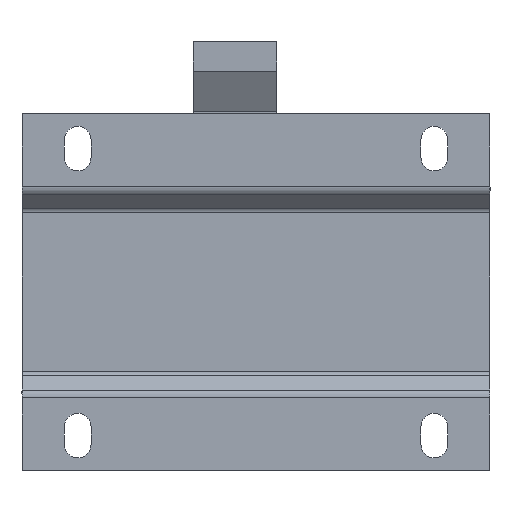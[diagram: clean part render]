
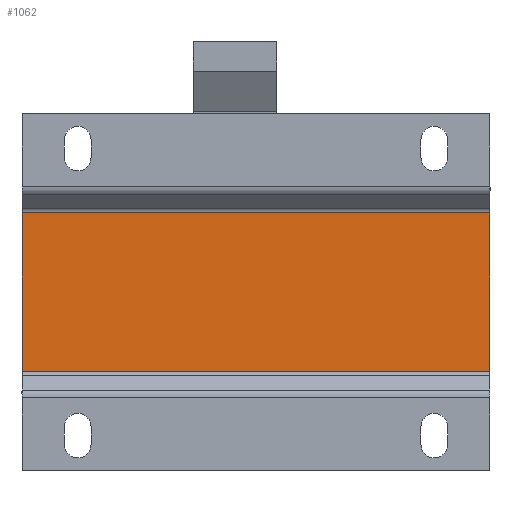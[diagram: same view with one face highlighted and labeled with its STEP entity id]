
A CAD part, front view. The second image highlights one B-rep face of the part: STEP entity #1062.
In plain terms, the highlighted planar face has unit normal (0, -1, 0).
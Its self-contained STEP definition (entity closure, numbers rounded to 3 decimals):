
#73 = PLANE ( 'NONE',  #279 ) ;
#128 = DIRECTION ( 'NONE',  ( 0., 0., 1. ) ) ;
#279 = AXIS2_PLACEMENT_3D ( 'NONE', #3620, #867, #128 ) ;
#448 = VECTOR ( 'NONE', #4143, 1000. ) ;
#547 = CARTESIAN_POINT ( 'NONE',  ( 0., -36., -14.25 ) ) ;
#597 = DIRECTION ( 'NONE',  ( 0., 0., 1. ) ) ;
#672 = VERTEX_POINT ( 'NONE', #2030 ) ;
#681 = CARTESIAN_POINT ( 'NONE',  ( 42., -36., 14.25 ) ) ;
#810 = EDGE_LOOP ( 'NONE', ( #1789, #2115, #1046, #1385 ) ) ;
#867 = DIRECTION ( 'NONE',  ( 0., 1., 0. ) ) ;
#891 = VECTOR ( 'NONE', #597, 1000. ) ;
#1040 = CARTESIAN_POINT ( 'NONE',  ( -42., -36., 14.25 ) ) ;
#1046 = ORIENTED_EDGE ( 'NONE', *, *, #3964, .F. ) ;
#1062 = ADVANCED_FACE ( 'Defeature ausgef�hrt2_50', ( #1953 ), #73, .F. ) ;
#1363 = CARTESIAN_POINT ( 'NONE',  ( 42., -36., -14.25 ) ) ;
#1385 = ORIENTED_EDGE ( 'NONE', *, *, #2951, .F. ) ;
#1389 = VERTEX_POINT ( 'NONE', #1040 ) ;
#1608 = DIRECTION ( 'NONE',  ( 0., 0., -1. ) ) ;
#1720 = DIRECTION ( 'NONE',  ( -1., 0., 0. ) ) ;
#1789 = ORIENTED_EDGE ( 'NONE', *, *, #2707, .F. ) ;
#1953 = FACE_OUTER_BOUND ( 'NONE', #810, .T. ) ;
#2030 = CARTESIAN_POINT ( 'NONE',  ( -42., -36., -14.25 ) ) ;
#2115 = ORIENTED_EDGE ( 'NONE', *, *, #4673, .T. ) ;
#2388 = VECTOR ( 'NONE', #1608, 1000. ) ;
#2701 = LINE ( 'NONE', #2941, #891 ) ;
#2707 = EDGE_CURVE ( 'Defeature ausgef�hrt2_55+Defeature ausgef�hrt2_50+Defeature ausgef�hrt2_70+Defeature ausgef�hrt2_57', #4070, #3555, #3010, .T. ) ;
#2873 = LINE ( 'NONE', #547, #3687 ) ;
#2941 = CARTESIAN_POINT ( 'NONE',  ( -42., -36., -32. ) ) ;
#2951 = EDGE_CURVE ( 'Defeature ausgef�hrt2_59+Defeature ausgef�hrt2_50+Defeature ausgef�hrt2_57+Defeature ausgef�hrt2_58', #3555, #672, #2873, .T. ) ;
#3010 = LINE ( 'NONE', #3905, #2388 ) ;
#3555 = VERTEX_POINT ( 'NONE', #1363 ) ;
#3620 = CARTESIAN_POINT ( 'NONE',  ( 0., -36., 0. ) ) ;
#3687 = VECTOR ( 'NONE', #1720, 1000. ) ;
#3750 = LINE ( 'NONE', #4517, #448 ) ;
#3905 = CARTESIAN_POINT ( 'NONE',  ( 42., -36., -32. ) ) ;
#3964 = EDGE_CURVE ( 'Defeature ausgef�hrt2_56+Defeature ausgef�hrt2_50+Defeature ausgef�hrt2_58+Defeature ausgef�hrt2_71', #672, #1389, #2701, .T. ) ;
#4070 = VERTEX_POINT ( 'NONE', #681 ) ;
#4143 = DIRECTION ( 'NONE',  ( -1., 0., 0. ) ) ;
#4517 = CARTESIAN_POINT ( 'NONE',  ( 0., -36., 14.25 ) ) ;
#4673 = EDGE_CURVE ( 'Defeature ausgef�hrt2_50+Defeature ausgef�hrt2_72+Defeature ausgef�hrt2_55+Defeature ausgef�hrt2_56', #4070, #1389, #3750, .T. ) ;
